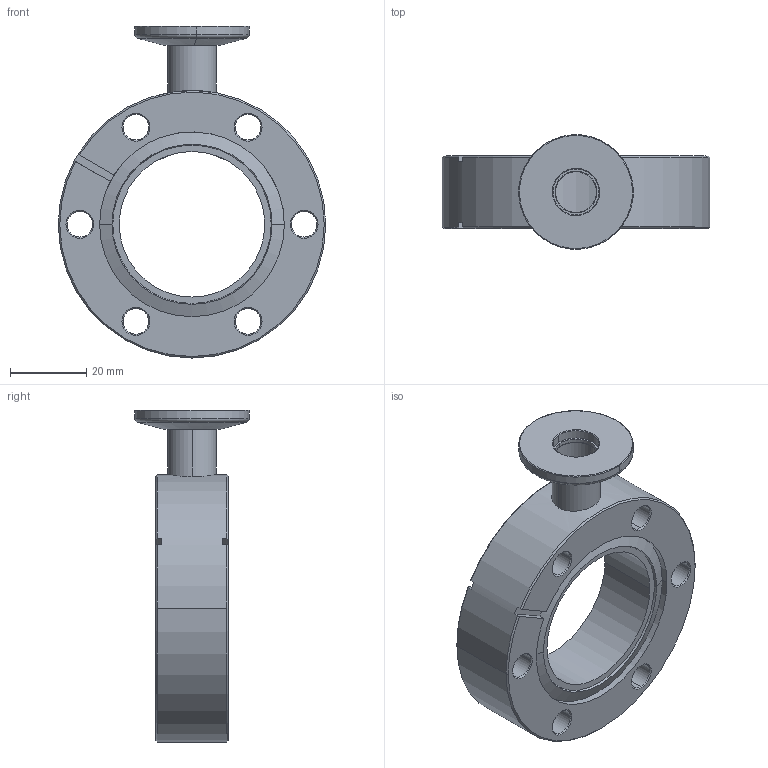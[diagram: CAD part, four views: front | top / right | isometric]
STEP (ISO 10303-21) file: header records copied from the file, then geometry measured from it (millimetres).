
FILE_DESCRIPTION (( 'STEP AP214' ), '1' );
FILE_NAME ('HositradCF35-38DX1-10.STEP', '2017-05-17T08:58:35', ( 'Gebruiker' ), ( '' ), 'SwSTEP 2.0', 'SolidWorks 2017', '' );
FILE_SCHEMA (( 'AUTOMOTIVE_DESIGN' ));
Length unit declared in the file: millimetre
Products named in the file (4): HositradCF35-38DX1-10; CF35-38-DX-All_15,4; NW35CF-Doublesided-bored_1xKF10; KF10WS-All_KF10-13
Assembly tree (3 placements, depth 2):
  HositradCF35-38DX1-10
    CF35-38-DX-All_15,4
    NW35CF-Doublesided-bored_1xKF10
    KF10WS-All_KF10-13
Bounding box: 70 x 29.9 x 86.9 mm (x, y, z)
Volume: 47097.7 mm3; surface area: 17441.3 mm2
Topology: 3 solids, 3 shells, 103 faces, 242 edges, 148 vertices
Faces by surface type: cone 44, cylinder 36, plane 17, torus 6
Entity records: 3329 total; most frequent: CARTESIAN_POINT 674, DIRECTION 592, ORIENTED_EDGE 484, AXIS2_PLACEMENT_3D 249, EDGE_CURVE 242, VERTEX_POINT 148, CIRCLE 140, EDGE_LOOP 126
